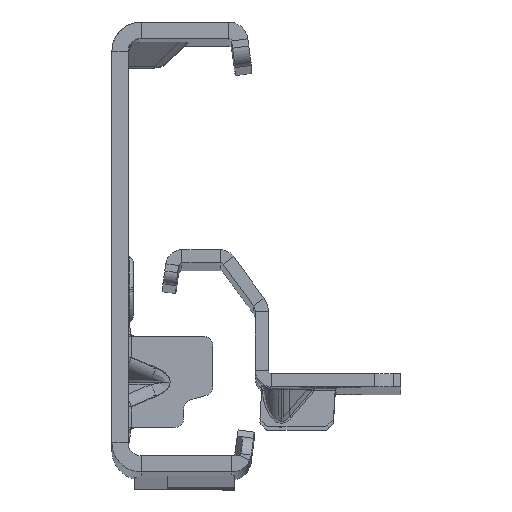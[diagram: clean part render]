
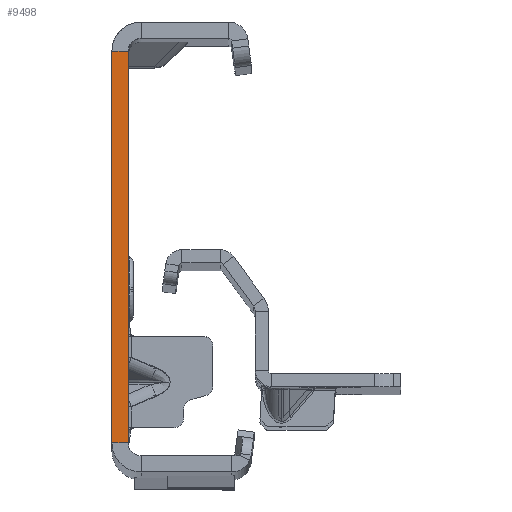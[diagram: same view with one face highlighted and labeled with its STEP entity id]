
A CAD part, top view. The second image highlights one B-rep face of the part: STEP entity #9498.
In plain terms, the highlighted planar face has unit normal (0, 0, 1).
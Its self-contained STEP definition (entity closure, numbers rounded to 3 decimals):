
#73 = DIRECTION ( 'NONE',  ( 0., -1., 0. ) ) ;
#598 = ORIENTED_EDGE ( 'NONE', *, *, #22228, .T. ) ;
#1393 = DIRECTION ( 'NONE',  ( 1., 0., 0. ) ) ;
#1626 = CARTESIAN_POINT ( 'NONE',  ( 0., -30., 0. ) ) ;
#1865 = AXIS2_PLACEMENT_3D ( 'NONE', #18196, #14322, #1393 ) ;
#2218 = EDGE_CURVE ( 'NONE', #24164, #19076, #3669, .T. ) ;
#3669 = LINE ( 'NONE', #18957, #16467 ) ;
#4208 = EDGE_CURVE ( 'NONE', #23215, #24164, #15251, .T. ) ;
#4314 = EDGE_CURVE ( 'NONE', #9031, #19076, #17252, .T. ) ;
#5037 = ORIENTED_EDGE ( 'NONE', *, *, #2218, .F. ) ;
#7503 = DIRECTION ( 'NONE',  ( -1., 0., 0. ) ) ;
#7720 = DIRECTION ( 'NONE',  ( 0., -1., 0. ) ) ;
#8130 = VECTOR ( 'NONE', #7720, 1000. ) ;
#8665 = FACE_OUTER_BOUND ( 'NONE', #11383, .T. ) ;
#9031 = VERTEX_POINT ( 'NONE', #21244 ) ;
#9498 = ADVANCED_FACE ( 'NONE', ( #8665 ), #20187, .T. ) ;
#9727 = CARTESIAN_POINT ( 'NONE',  ( -2.5, -32., 0. ) ) ;
#11383 = EDGE_LOOP ( 'NONE', ( #13071, #598, #24622, #5037 ) ) ;
#12946 = VECTOR ( 'NONE', #73, 1000. ) ;
#13071 = ORIENTED_EDGE ( 'NONE', *, *, #4208, .F. ) ;
#13936 = CARTESIAN_POINT ( 'NONE',  ( -2.5, -30., 0. ) ) ;
#14322 = DIRECTION ( 'NONE',  ( 0., 0., 1. ) ) ;
#15251 = LINE ( 'NONE', #22893, #8130 ) ;
#16467 = VECTOR ( 'NONE', #16474, 1000. ) ;
#16474 = DIRECTION ( 'NONE',  ( -1., 0., 0. ) ) ;
#17044 = LINE ( 'NONE', #24693, #24453 ) ;
#17063 = CARTESIAN_POINT ( 'NONE',  ( 0., 30., 0. ) ) ;
#17252 = LINE ( 'NONE', #9727, #12946 ) ;
#18196 = CARTESIAN_POINT ( 'NONE',  ( -2.5, -32., 0. ) ) ;
#18957 = CARTESIAN_POINT ( 'NONE',  ( 0., -30., 0. ) ) ;
#19076 = VERTEX_POINT ( 'NONE', #13936 ) ;
#20187 = PLANE ( 'NONE',  #1865 ) ;
#21244 = CARTESIAN_POINT ( 'NONE',  ( -2.5, 30., 0. ) ) ;
#22228 = EDGE_CURVE ( 'NONE', #23215, #9031, #17044, .T. ) ;
#22893 = CARTESIAN_POINT ( 'NONE',  ( 0., -32., 0. ) ) ;
#23215 = VERTEX_POINT ( 'NONE', #17063 ) ;
#24164 = VERTEX_POINT ( 'NONE', #1626 ) ;
#24453 = VECTOR ( 'NONE', #7503, 1000. ) ;
#24622 = ORIENTED_EDGE ( 'NONE', *, *, #4314, .T. ) ;
#24693 = CARTESIAN_POINT ( 'NONE',  ( 0., 30., 0. ) ) ;
